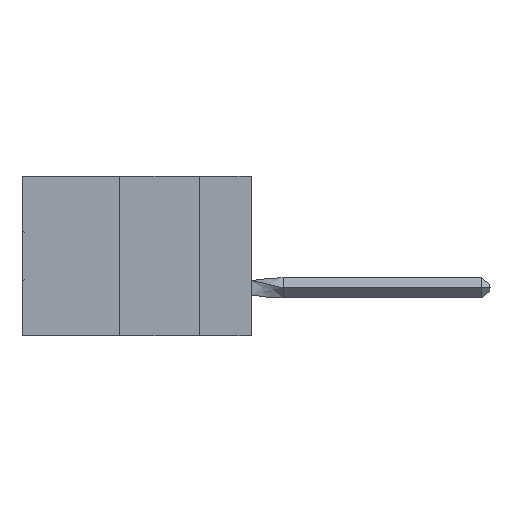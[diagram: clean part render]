
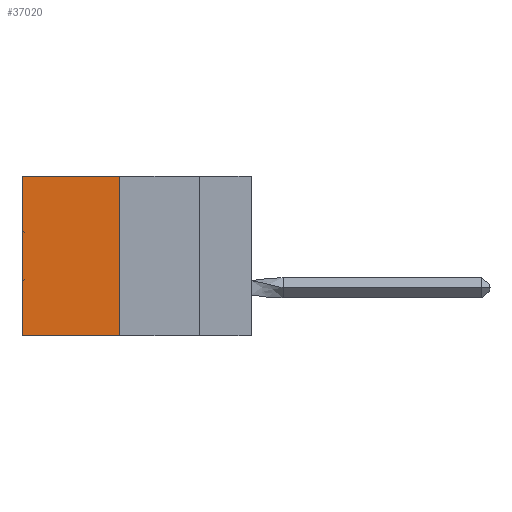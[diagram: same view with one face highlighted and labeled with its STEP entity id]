
A CAD part, left-side view. The second image highlights one B-rep face of the part: STEP entity #37020.
In plain terms, the highlighted planar face has unit normal (-1, 0, 0).
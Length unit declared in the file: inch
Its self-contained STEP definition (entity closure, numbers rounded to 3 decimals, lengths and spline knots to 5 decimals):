
#234 = VECTOR ( 'NONE', #28889, 39.37008 ) ;
#1123 = LINE ( 'NONE', #17452, #40458 ) ;
#3903 = CARTESIAN_POINT ( 'NONE',  ( 0.305, 0.413, -0.5 ) ) ;
#6069 = EDGE_CURVE ( 'NONE', #27842, #39275, #41341, .T. ) ;
#8310 = PLANE ( 'NONE',  #34238 ) ;
#8488 = EDGE_CURVE ( 'NONE', #23345, #39275, #42884, .T. ) ;
#9063 = EDGE_CURVE ( 'NONE', #30381, #23345, #1123, .T. ) ;
#12731 = ORIENTED_EDGE ( 'NONE', *, *, #6069, .F. ) ;
#13079 = VECTOR ( 'NONE', #32720, 39.37008 ) ;
#16641 = ORIENTED_EDGE ( 'NONE', *, *, #8488, .T. ) ;
#17452 = CARTESIAN_POINT ( 'NONE',  ( 0.305, 0.413, 0. ) ) ;
#18789 = LINE ( 'NONE', #3903, #32471 ) ;
#19274 = DIRECTION ( 'NONE',  ( 1., 0., 0. ) ) ;
#21134 = DIRECTION ( 'NONE',  ( 0., 1., 0. ) ) ;
#21752 = CARTESIAN_POINT ( 'NONE',  ( 0.305, 0.413, 0. ) ) ;
#22061 = CARTESIAN_POINT ( 'NONE',  ( 0.305, 0.72, 0. ) ) ;
#23345 = VERTEX_POINT ( 'NONE', #22061 ) ;
#23381 = CARTESIAN_POINT ( 'NONE',  ( 0.305, 0.72, -0.5 ) ) ;
#24846 = CARTESIAN_POINT ( 'NONE',  ( 0.305, 0.413, -0.5 ) ) ;
#24913 = CARTESIAN_POINT ( 'NONE',  ( 0.305, 0.72, -0.5 ) ) ;
#27842 = VERTEX_POINT ( 'NONE', #24846 ) ;
#28438 = ORIENTED_EDGE ( 'NONE', *, *, #29804, .F. ) ;
#28889 = DIRECTION ( 'NONE',  ( 0., 1., 0. ) ) ;
#29804 = EDGE_CURVE ( 'NONE', #30381, #27842, #18789, .T. ) ;
#30381 = VERTEX_POINT ( 'NONE', #21752 ) ;
#32471 = VECTOR ( 'NONE', #38050, 39.37008 ) ;
#32720 = DIRECTION ( 'NONE',  ( 0., 0., -1. ) ) ;
#34042 = ORIENTED_EDGE ( 'NONE', *, *, #9063, .T. ) ;
#34238 = AXIS2_PLACEMENT_3D ( 'NONE', #34922, #19274, #45953 ) ;
#34850 = EDGE_LOOP ( 'NONE', ( #16641, #12731, #28438, #34042 ) ) ;
#34922 = CARTESIAN_POINT ( 'NONE',  ( 0.305, 0.413, -0.5 ) ) ;
#37020 = ADVANCED_FACE ( 'NONE', ( #44939 ), #8310, .F. ) ;
#38050 = DIRECTION ( 'NONE',  ( 0., 0., -1. ) ) ;
#39275 = VERTEX_POINT ( 'NONE', #23381 ) ;
#40458 = VECTOR ( 'NONE', #21134, 39.37008 ) ;
#41341 = LINE ( 'NONE', #48767, #234 ) ;
#42884 = LINE ( 'NONE', #24913, #13079 ) ;
#44939 = FACE_OUTER_BOUND ( 'NONE', #34850, .T. ) ;
#45953 = DIRECTION ( 'NONE',  ( 0., 0., -1. ) ) ;
#48767 = CARTESIAN_POINT ( 'NONE',  ( 0.305, 0.413, -0.5 ) ) ;
